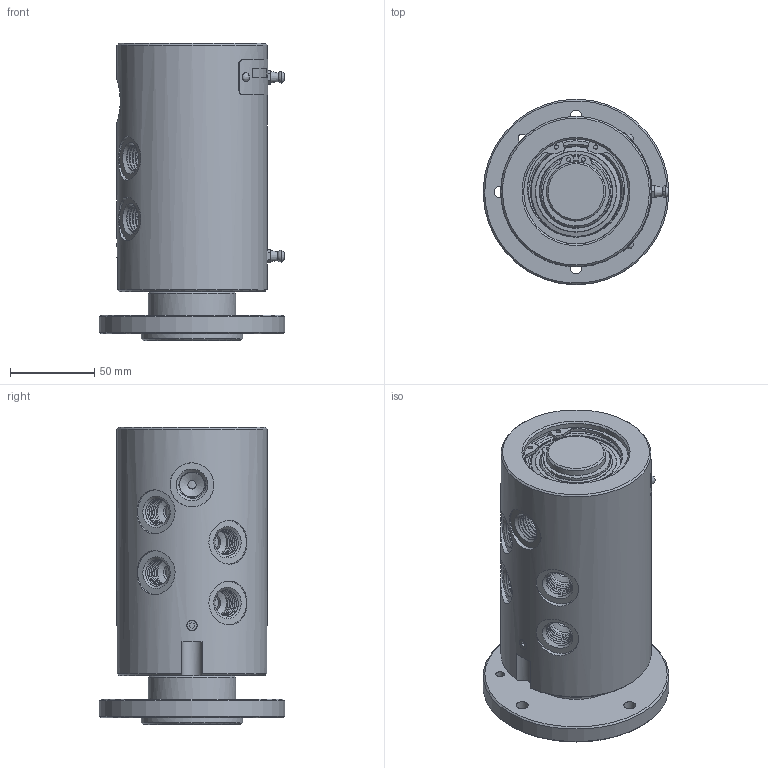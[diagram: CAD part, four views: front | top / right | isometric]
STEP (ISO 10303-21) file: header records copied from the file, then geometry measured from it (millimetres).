
FILE_DESCRIPTION (( 'STEP AP214' ), '1' );
FILE_NAME ('TUR-G4V-38AIR.STEP', '2016-08-19T13:28:48', ( '' ), ( '' ), 'SwSTEP 2.0', 'SolidWorks 2016', '' );
FILE_SCHEMA (( 'AUTOMOTIVE_DESIGN' ));
Length unit declared in the file: millimetre
Products named in the file (1): TUR-G4V-38AIR
Bounding box: 110 x 110 x 176 mm (x, y, z)
Volume: 919067.5 mm3; surface area: 165925.9 mm2
Topology: 2 solids, 2 shells, 477 faces, 1385 edges, 998 vertices
Faces by surface type: cylinder 169, plane 165, bspline 77, cone 65, torus 1
Full cylindrical faces by diameter (mm): 2.5 x4, 3 x4, 5 x5, 6 x1, 7 x4, 8 x2, 8.5 x2, 9 x9, 10 x4, 14 x4, 14.95 x18, 26 x5, 33 x1, 35 x2, 39 x4, 40 x5, 40.1 x12, 42.5 x1, 43 x2, 43.46 x1, 45 x2, 47.5 x7, 48 x5, 50 x1, 51.8 x1, 54 x3, 55 x3, 55.453 x1, 60 x1, 62 x1
Entity records: 62274 total; most frequent: CARTESIAN_POINT 49221, ORIENTED_EDGE 2200, DIRECTION 1128, EDGE_CURVE 1100, VERTEX_POINT 917, B_SPLINE_CURVE_WITH_KNOTS 805, EDGE_LOOP 795, FACE_OUTER_BOUND 577
